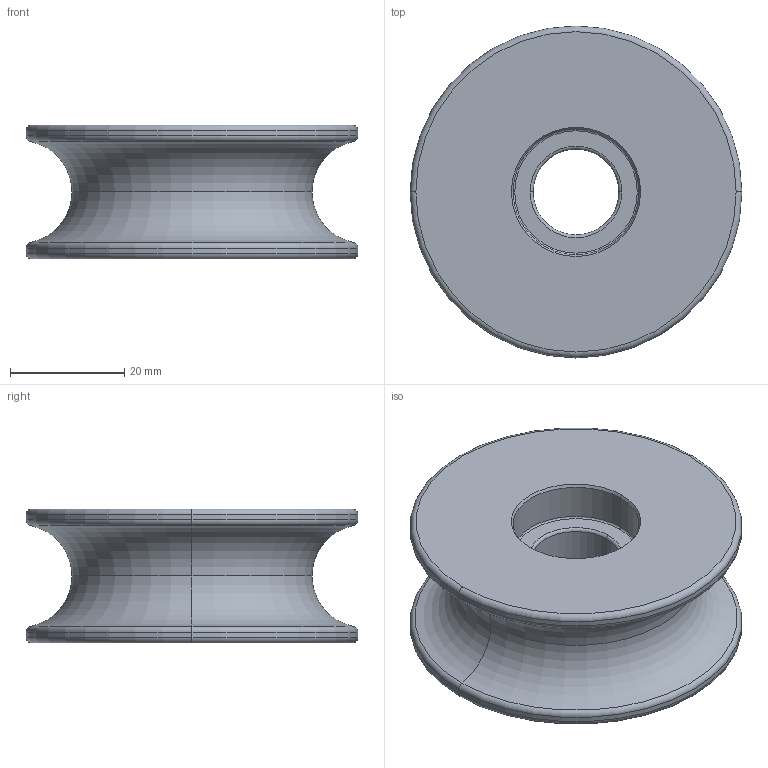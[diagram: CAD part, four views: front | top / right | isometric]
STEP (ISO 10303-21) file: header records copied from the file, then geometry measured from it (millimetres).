
FILE_DESCRIPTION (( 'STEP AP214' ), '1' );
FILE_NAME ('ZTK_PART_ROUE SUPERMAN CBL 16.STEP', '2024-04-10T09:45:50', ( '' ), ( '' ), 'SwSTEP 2.0', 'SolidWorks 2024', '' );
FILE_SCHEMA (( 'AUTOMOTIVE_DESIGN' ));
Length unit declared in the file: millimetre
Products named in the file (1): ZTK_PART_ROUE SUPERMAN CBL 16
Bounding box: 58 x 58 x 23.4 mm (x, y, z)
Volume: 37100.2 mm3; surface area: 10953.8 mm2
Topology: 1 solids, 1 shells, 38 faces, 76 edges, 42 vertices
Faces by surface type: torus 20, cylinder 10, cone 4, plane 4
Entity records: 1021 total; most frequent: DIRECTION 216, CARTESIAN_POINT 157, ORIENTED_EDGE 152, AXIS2_PLACEMENT_3D 101, EDGE_CURVE 76, CIRCLE 62, EDGE_LOOP 42, VERTEX_POINT 42
